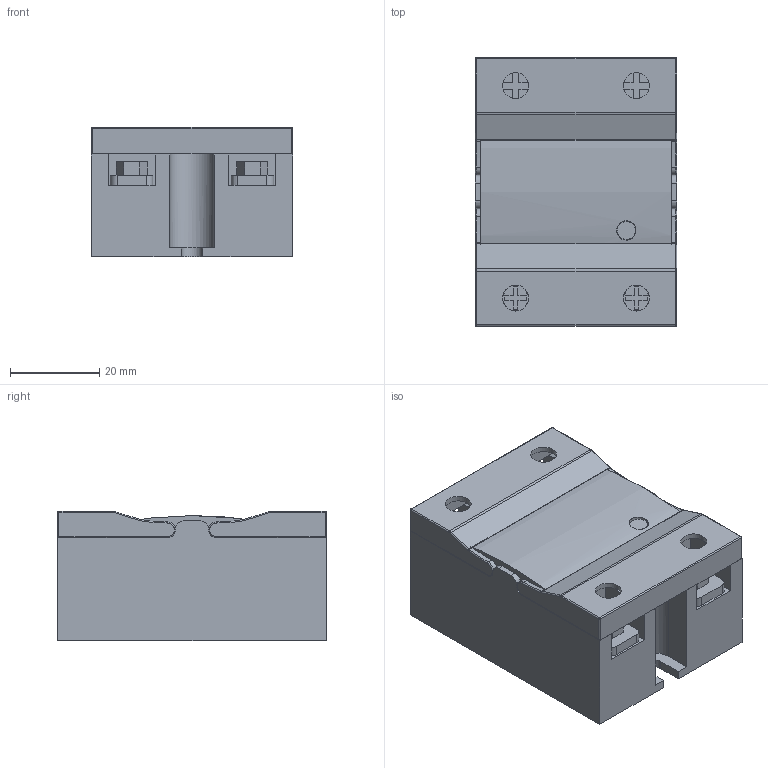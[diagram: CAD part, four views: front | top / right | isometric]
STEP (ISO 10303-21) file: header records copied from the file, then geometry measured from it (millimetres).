
FILE_DESCRIPTION(/* description */ (''),/* implementation_level */ '2;1');
FILE_NAME(/* name */ 'HW1733EC-C-Lin 40A 480VAC Solid State Relay.step',/* time_stamp */ '2022-10-11T10:42:31+01:00',/* author */ (''),/* organization */ (''),/* preprocessor_version */ 'ST-DEVELOPER v19',/* originating_system */ 'Autodesk Translation Framework v11.7.0.108',/* authorisation */ '');
FILE_SCHEMA (('AUTOMOTIVE_DESIGN { 1 0 10303 214 3 1 1 }'));
Length unit declared in the file: millimetre
Products named in the file (1): HW1733EC
Bounding box: 45 x 60 x 29 mm (x, y, z)
Volume: 65033.6 mm3; surface area: 18506 mm2
Topology: 3 solids, 3 shells, 308 faces, 789 edges, 513 vertices
Faces by surface type: plane 212, cylinder 76, torus 16, sphere 4
Full cylindrical faces by diameter (mm): 1.9 x4, 2.5 x4, 4 x1, 4.3 x1, 5.8 x4
Entity records: 9566 total; most frequent: CARTESIAN_POINT 1680, DIRECTION 1588, ORIENTED_EDGE 1578, EDGE_CURVE 789, LINE 600, VECTOR 600, VERTEX_POINT 513, AXIS2_PLACEMENT_3D 494
